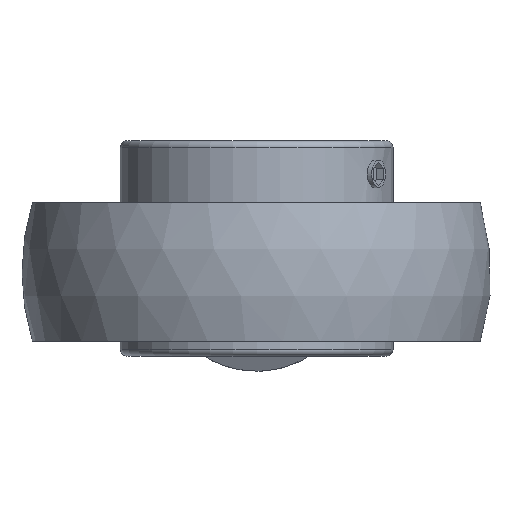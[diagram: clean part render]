
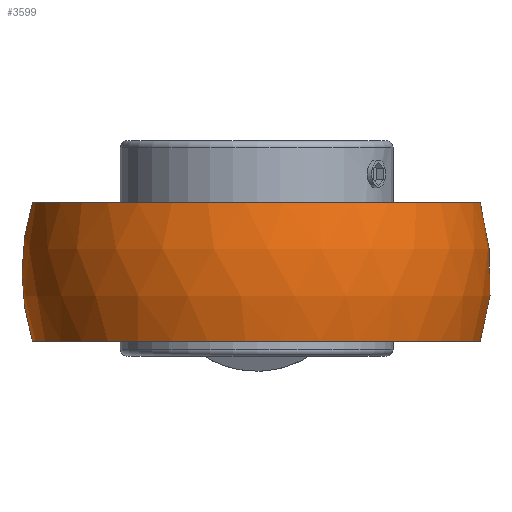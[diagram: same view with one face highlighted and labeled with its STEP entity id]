
A CAD part, front view. The second image highlights one B-rep face of the part: STEP entity #3599.
In plain terms, the highlighted spherical face has radius 71 mm.
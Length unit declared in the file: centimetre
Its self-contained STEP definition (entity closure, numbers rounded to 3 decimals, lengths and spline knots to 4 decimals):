
#3266=CARTESIAN_POINT('',(6.7506,2.2,-0.));
#3267=VERTEX_POINT('',#3266);
#3352=CARTESIAN_POINT('',(6.7439,2.2,0.3));
#3353=VERTEX_POINT('',#3352);
#3360=CARTESIAN_POINT('',(0.,2.2,0.));
#3361=DIRECTION('',(-0.,-1.,-0.));
#3362=DIRECTION('',(0.,-0.,1.));
#3363=AXIS2_PLACEMENT_3D('',#3360,#3361,#3362);
#3364=CIRCLE('',#3363,6.7506);
#3365=EDGE_CURVE('',#3267,#3353,#3364,.T.);
#3378=CARTESIAN_POINT('',(2.985,6.4351,0.3));
#3379=VERTEX_POINT('',#3378);
#3386=CARTESIAN_POINT('',(0.,0.,0.3));
#3387=DIRECTION('',(0.,-0.,1.));
#3388=DIRECTION('',(0.,1.,0.));
#3389=AXIS2_PLACEMENT_3D('',#3386,#3387,#3388);
#3390=CIRCLE('',#3389,7.0937);
#3391=EDGE_CURVE('',#3353,#3379,#3390,.T.);
#3483=CARTESIAN_POINT('',(6.7439,2.2,-0.3));
#3484=VERTEX_POINT('',#3483);
#3491=CARTESIAN_POINT('',(2.985,6.4351,-0.3));
#3492=VERTEX_POINT('',#3491);
#3493=CARTESIAN_POINT('',(-0.,0.,-0.3));
#3494=DIRECTION('',(-0.,-0.,-1.));
#3495=DIRECTION('',(0.,-1.,0.));
#3496=AXIS2_PLACEMENT_3D('',#3493,#3494,#3495);
#3497=CIRCLE('',#3496,7.0937);
#3498=EDGE_CURVE('',#3492,#3484,#3497,.T.);
#3517=CARTESIAN_POINT('',(0.,2.2,0.));
#3518=DIRECTION('',(-0.,-1.,-0.));
#3519=DIRECTION('',(0.,-0.,1.));
#3520=AXIS2_PLACEMENT_3D('',#3517,#3518,#3519);
#3521=CIRCLE('',#3520,6.7506);
#3522=EDGE_CURVE('',#3484,#3267,#3521,.T.);
#3545=CARTESIAN_POINT('',(0.,0.,0.));
#3546=DIRECTION('',(0.,0.,1.));
#3547=DIRECTION('',(1.,0.,0.));
#3548=AXIS2_PLACEMENT_3D('',#3545,#3546,#3547);
#3549=SPHERICAL_SURFACE('',#3548,7.1);
#3550=CARTESIAN_POINT('',(-6.7823,0.,2.1));
#3551=VERTEX_POINT('',#3550);
#3552=CARTESIAN_POINT('',(-6.7823,0.,-2.1));
#3553=VERTEX_POINT('',#3552);
#3554=CARTESIAN_POINT('',(0.,0.,0.));
#3555=DIRECTION('',(-0.,-1.,0.));
#3556=DIRECTION('',(-1.,0.,0.));
#3557=AXIS2_PLACEMENT_3D('',#3554,#3555,#3556);
#3558=CIRCLE('',#3557,7.1);
#3559=EDGE_CURVE('',#3551,#3553,#3558,.T.);
#3560=ORIENTED_EDGE('',*,*,#3559,.T.);
#3561=CARTESIAN_POINT('',(2.1424,6.4351,-2.1));
#3562=VERTEX_POINT('',#3561);
#3563=CARTESIAN_POINT('',(0.,0.,-2.1));
#3564=DIRECTION('',(-0.,-0.,-1.));
#3565=DIRECTION('',(0.,-1.,0.));
#3566=AXIS2_PLACEMENT_3D('',#3563,#3564,#3565);
#3567=CIRCLE('',#3566,6.7823);
#3568=EDGE_CURVE('',#3562,#3553,#3567,.T.);
#3569=ORIENTED_EDGE('',*,*,#3568,.F.);
#3570=CARTESIAN_POINT('',(0.,6.4351,0.));
#3571=DIRECTION('',(0.,-1.,0.));
#3572=DIRECTION('',(1.,0.,0.));
#3573=AXIS2_PLACEMENT_3D('',#3570,#3571,#3572);
#3574=CIRCLE('',#3573,3.);
#3575=EDGE_CURVE('',#3562,#3492,#3574,.T.);
#3576=ORIENTED_EDGE('',*,*,#3575,.T.);
#3577=ORIENTED_EDGE('',*,*,#3498,.T.);
#3578=ORIENTED_EDGE('',*,*,#3522,.T.);
#3579=ORIENTED_EDGE('',*,*,#3365,.T.);
#3580=ORIENTED_EDGE('',*,*,#3391,.T.);
#3581=CARTESIAN_POINT('',(2.1424,6.4351,2.1));
#3582=VERTEX_POINT('',#3581);
#3583=CARTESIAN_POINT('',(0.,6.4351,0.));
#3584=DIRECTION('',(0.,-1.,0.));
#3585=DIRECTION('',(1.,0.,0.));
#3586=AXIS2_PLACEMENT_3D('',#3583,#3584,#3585);
#3587=CIRCLE('',#3586,3.);
#3588=EDGE_CURVE('',#3379,#3582,#3587,.T.);
#3589=ORIENTED_EDGE('',*,*,#3588,.T.);
#3590=CARTESIAN_POINT('',(0.,0.,2.1));
#3591=DIRECTION('',(0.,-0.,1.));
#3592=DIRECTION('',(0.,1.,0.));
#3593=AXIS2_PLACEMENT_3D('',#3590,#3591,#3592);
#3594=CIRCLE('',#3593,6.7823);
#3595=EDGE_CURVE('',#3551,#3582,#3594,.T.);
#3596=ORIENTED_EDGE('',*,*,#3595,.F.);
#3597=EDGE_LOOP('',(#3560,#3569,#3576,#3577,#3578,#3579,#3580,#3589,#3596));
#3598=FACE_BOUND('',#3597,.T.);
#3599=ADVANCED_FACE('',(#3598),#3549,.T.);
